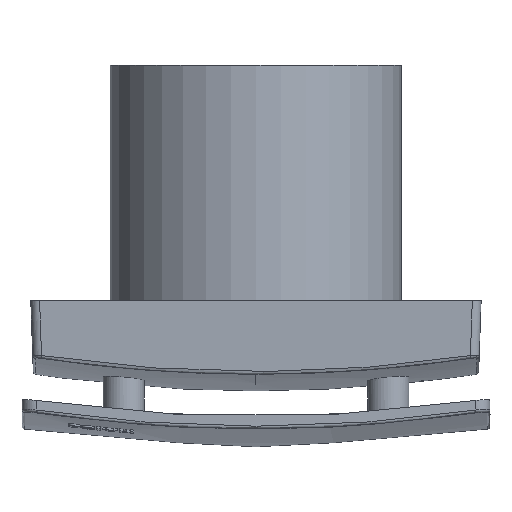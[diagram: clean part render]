
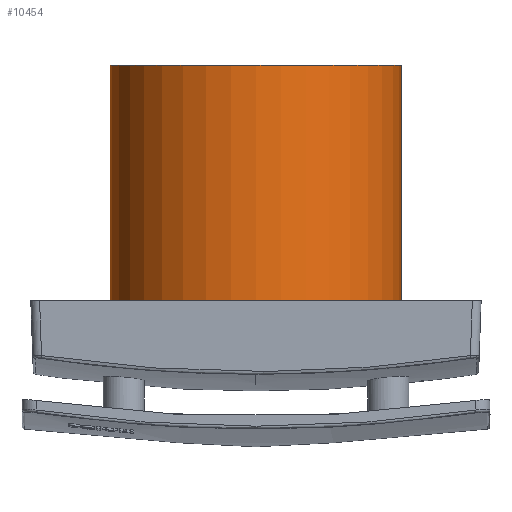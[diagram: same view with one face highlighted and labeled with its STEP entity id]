
A CAD part, front view. The second image highlights one B-rep face of the part: STEP entity #10454.
In plain terms, the highlighted cylindrical face has radius 49.5 mm (diameter 99 mm), a partial arc.
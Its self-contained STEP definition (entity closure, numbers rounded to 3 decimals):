
#173 = DIRECTION ( 'NONE',  ( 0., 0., -1. ) ) ;
#898 = ORIENTED_EDGE ( 'NONE', *, *, #1232, .F. ) ;
#1081 = AXIS2_PLACEMENT_3D ( 'NONE', #6321, #10000, #8959 ) ;
#1133 = ORIENTED_EDGE ( 'NONE', *, *, #4920, .T. ) ;
#1232 = EDGE_CURVE ( 'NONE', #3619, #10542, #11513, .T. ) ;
#1894 = CARTESIAN_POINT ( 'NONE',  ( -49.5, 1.5, 107.487 ) ) ;
#2222 = LINE ( 'NONE', #4172, #2825 ) ;
#2268 = DIRECTION ( 'NONE',  ( 0., 0., -1. ) ) ;
#2568 = DIRECTION ( 'NONE',  ( -1., 0., 0. ) ) ;
#2825 = VECTOR ( 'NONE', #8608, 1000. ) ;
#3280 = CYLINDRICAL_SURFACE ( 'NONE', #8926, 49.5 ) ;
#3619 = VERTEX_POINT ( 'NONE', #1894 ) ;
#3742 = EDGE_CURVE ( 'NONE', #9144, #5175, #5902, .T. ) ;
#4172 = CARTESIAN_POINT ( 'NONE',  ( -49.5, 1.5, 107.487 ) ) ;
#4691 = CARTESIAN_POINT ( 'NONE',  ( 49.5, 1.5, 27.487 ) ) ;
#4920 = EDGE_CURVE ( 'NONE', #3619, #9144, #2222, .T. ) ;
#5175 = VERTEX_POINT ( 'NONE', #4691 ) ;
#5544 = VECTOR ( 'NONE', #2268, 1000. ) ;
#5902 = CIRCLE ( 'NONE', #6914, 49.5 ) ;
#6321 = CARTESIAN_POINT ( 'NONE',  ( 0., 1.5, 107.487 ) ) ;
#6536 = LINE ( 'NONE', #7935, #5544 ) ;
#6719 = CARTESIAN_POINT ( 'NONE',  ( 0., 1.5, 107.487 ) ) ;
#6914 = AXIS2_PLACEMENT_3D ( 'NONE', #11610, #9796, #2568 ) ;
#7486 = EDGE_LOOP ( 'NONE', ( #898, #1133, #9471, #10022 ) ) ;
#7624 = DIRECTION ( 'NONE',  ( 1., 0., 0. ) ) ;
#7935 = CARTESIAN_POINT ( 'NONE',  ( 49.5, 1.5, 107.487 ) ) ;
#8122 = EDGE_CURVE ( 'NONE', #10542, #5175, #6536, .T. ) ;
#8608 = DIRECTION ( 'NONE',  ( 0., 0., -1. ) ) ;
#8737 = FACE_OUTER_BOUND ( 'NONE', #7486, .T. ) ;
#8926 = AXIS2_PLACEMENT_3D ( 'NONE', #6719, #173, #7624 ) ;
#8959 = DIRECTION ( 'NONE',  ( -1., 0., 0. ) ) ;
#9144 = VERTEX_POINT ( 'NONE', #11865 ) ;
#9471 = ORIENTED_EDGE ( 'NONE', *, *, #3742, .T. ) ;
#9674 = CARTESIAN_POINT ( 'NONE',  ( 49.5, 1.5, 107.487 ) ) ;
#9796 = DIRECTION ( 'NONE',  ( 0., 0., 1. ) ) ;
#10000 = DIRECTION ( 'NONE',  ( 0., 0., 1. ) ) ;
#10022 = ORIENTED_EDGE ( 'NONE', *, *, #8122, .F. ) ;
#10454 = ADVANCED_FACE ( 'NONE', ( #8737 ), #3280, .T. ) ;
#10542 = VERTEX_POINT ( 'NONE', #9674 ) ;
#11513 = CIRCLE ( 'NONE', #1081, 49.5 ) ;
#11610 = CARTESIAN_POINT ( 'NONE',  ( 0., 1.5, 27.487 ) ) ;
#11865 = CARTESIAN_POINT ( 'NONE',  ( -49.5, 1.5, 27.487 ) ) ;
